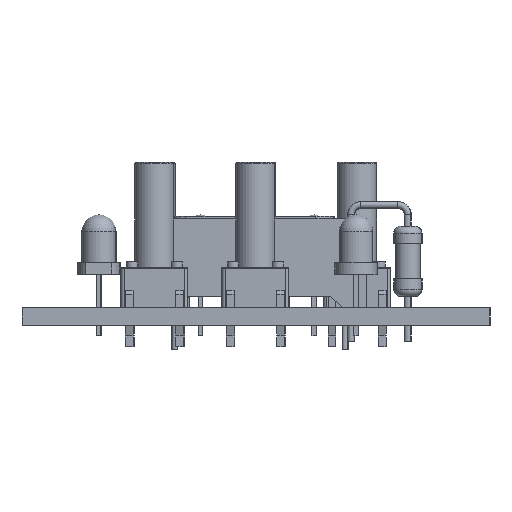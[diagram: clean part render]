
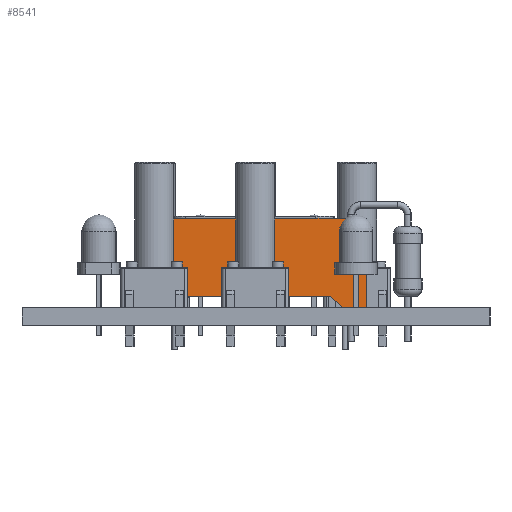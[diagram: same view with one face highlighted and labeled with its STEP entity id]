
A CAD part, left-side view. The second image highlights one B-rep face of the part: STEP entity #8541.
In plain terms, the highlighted face is planar.
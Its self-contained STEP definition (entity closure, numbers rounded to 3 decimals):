
#8404 = VERTEX_POINT('',#8405);
#8405 = CARTESIAN_POINT('',(-1.905,1.22,0.));
#8411 = EDGE_CURVE('',#8404,#8412,#8414,.T.);
#8412 = VERTEX_POINT('',#8413);
#8413 = CARTESIAN_POINT('',(0.25,1.22,0.));
#8414 = LINE('',#8415,#8416);
#8415 = CARTESIAN_POINT('',(-1.905,1.22,0.));
#8416 = VECTOR('',#8417,1.);
#8417 = DIRECTION('',(1.,0.,0.));
#8508 = VERTEX_POINT('',#8509);
#8509 = CARTESIAN_POINT('',(-1.905,1.22,8.));
#8515 = EDGE_CURVE('',#8404,#8508,#8516,.T.);
#8516 = LINE('',#8517,#8518);
#8517 = CARTESIAN_POINT('',(-1.905,1.22,0.));
#8518 = VECTOR('',#8519,1.);
#8519 = DIRECTION('',(0.,0.,1.));
#8541 = ADVANCED_FACE('',(#8542),#8592,.T.);
#8542 = FACE_BOUND('',#8543,.T.);
#8543 = EDGE_LOOP('',(#8544,#8545,#8546,#8554,#8562,#8570,#8578,#8586));
#8544 = ORIENTED_EDGE('',*,*,#8411,.F.);
#8545 = ORIENTED_EDGE('',*,*,#8515,.T.);
#8546 = ORIENTED_EDGE('',*,*,#8547,.T.);
#8547 = EDGE_CURVE('',#8508,#8548,#8550,.T.);
#8548 = VERTEX_POINT('',#8549);
#8549 = CARTESIAN_POINT('',(17.145,1.22,8.));
#8550 = LINE('',#8551,#8552);
#8551 = CARTESIAN_POINT('',(-1.905,1.22,8.));
#8552 = VECTOR('',#8553,1.);
#8553 = DIRECTION('',(1.,0.,0.));
#8554 = ORIENTED_EDGE('',*,*,#8555,.F.);
#8555 = EDGE_CURVE('',#8556,#8548,#8558,.T.);
#8556 = VERTEX_POINT('',#8557);
#8557 = CARTESIAN_POINT('',(17.145,1.22,0.));
#8558 = LINE('',#8559,#8560);
#8559 = CARTESIAN_POINT('',(17.145,1.22,0.));
#8560 = VECTOR('',#8561,1.);
#8561 = DIRECTION('',(0.,0.,1.));
#8562 = ORIENTED_EDGE('',*,*,#8563,.F.);
#8563 = EDGE_CURVE('',#8564,#8556,#8566,.T.);
#8564 = VERTEX_POINT('',#8565);
#8565 = CARTESIAN_POINT('',(14.98,1.22,0.));
#8566 = LINE('',#8567,#8568);
#8567 = CARTESIAN_POINT('',(-1.905,1.22,0.));
#8568 = VECTOR('',#8569,1.);
#8569 = DIRECTION('',(1.,0.,0.));
#8570 = ORIENTED_EDGE('',*,*,#8571,.F.);
#8571 = EDGE_CURVE('',#8572,#8564,#8574,.T.);
#8572 = VERTEX_POINT('',#8573);
#8573 = CARTESIAN_POINT('',(13.98,1.22,1.));
#8574 = LINE('',#8575,#8576);
#8575 = CARTESIAN_POINT('',(10.509,1.22,4.471));
#8576 = VECTOR('',#8577,1.);
#8577 = DIRECTION('',(0.707,0.,-0.707));
#8578 = ORIENTED_EDGE('',*,*,#8579,.F.);
#8579 = EDGE_CURVE('',#8580,#8572,#8582,.T.);
#8580 = VERTEX_POINT('',#8581);
#8581 = CARTESIAN_POINT('',(1.25,1.22,1.));
#8582 = LINE('',#8583,#8584);
#8583 = CARTESIAN_POINT('',(-0.828,1.22,1.));
#8584 = VECTOR('',#8585,1.);
#8585 = DIRECTION('',(1.,0.,0.));
#8586 = ORIENTED_EDGE('',*,*,#8587,.F.);
#8587 = EDGE_CURVE('',#8412,#8580,#8588,.T.);
#8588 = LINE('',#8589,#8590);
#8589 = CARTESIAN_POINT('',(-0.039,1.22,-0.289));
#8590 = VECTOR('',#8591,1.);
#8591 = DIRECTION('',(0.707,0.,0.707));
#8592 = PLANE('',#8593);
#8593 = AXIS2_PLACEMENT_3D('',#8594,#8595,#8596);
#8594 = CARTESIAN_POINT('',(-1.905,1.22,0.));
#8595 = DIRECTION('',(0.,1.,0.));
#8596 = DIRECTION('',(1.,0.,0.));
